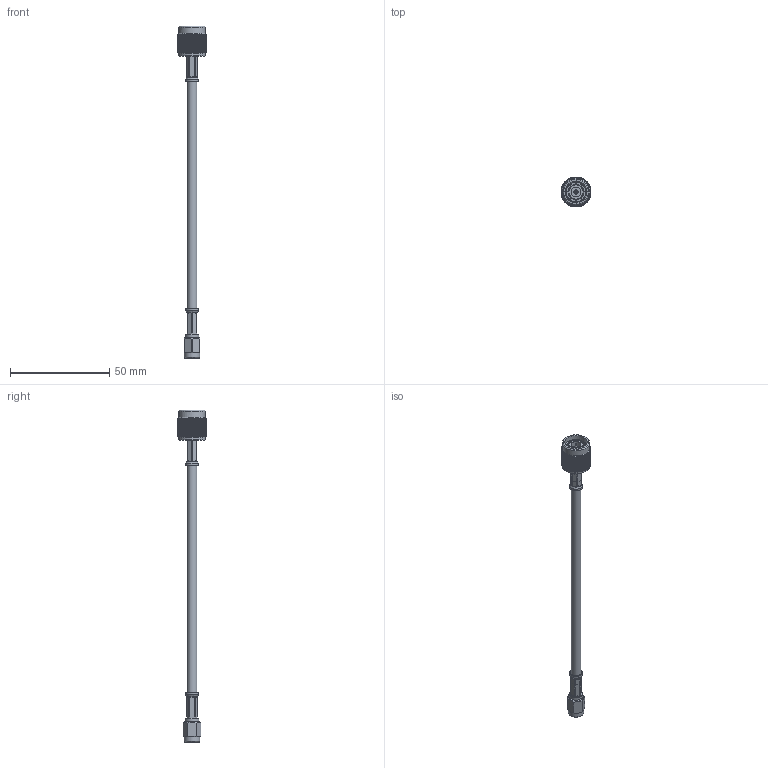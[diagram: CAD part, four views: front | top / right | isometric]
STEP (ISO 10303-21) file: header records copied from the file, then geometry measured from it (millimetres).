
FILE_DESCRIPTION (( 'STEP AP203' ), '1' );
FILE_NAME ('PE3664_3D.step', '2022-04-05T15:44:18', ( '' ), ( '' ), 'SwSTEP 2.0', 'SolidWorks 2021', '' );
FILE_SCHEMA (( 'CONFIG_CONTROL_DESIGN' ));
Length unit declared in the file: inch
Products named in the file (4): PE4047^PE3664_CRIMPED; RG142BU^PE3664_RG-142; PE3664_3D; PE4008^PE3664_Crimped
Assembly tree (3 placements, depth 2):
  PE3664_3D
    RG142BU^PE3664_RG-142
    PE4047^PE3664_CRIMPED
    PE4008^PE3664_Crimped
Bounding box: 15.01 x 15.01 x 166.9 mm (x, y, z)
Volume: 4612.3 mm3; surface area: 6415.8 mm2
Topology: 7 solids, 7 shells, 3698 faces, 7729 edges, 4062 vertices
Faces by surface type: bspline 2810, cylinder 762, plane 97, cone 27, sphere 1, torus 1
Full cylindrical faces by diameter (mm): 0.94 x1, 1.016 x1, 1.092 x1, 1.194 x1, 1.46 x1, 1.627 x1, 2.054 x1, 2.21 x1, 2.212 x1, 2.489 x1, 3.1 x1, 3.2 x1, 4.445 x1, 4.496 x1, 4.5 x1, 4.953 x3, 5.334 x1, 5.484 x2, 6.35 x6, 6.5 x3, 7.008 x1, 7.62 x1, 7.762 x1, 11.112 x10, 13.538 x2
Entity records: 164594 total; most frequent: CARTESIAN_POINT 117786, ORIENTED_EDGE 15226, EDGE_CURVE 7613, VERTEX_POINT 4011, EDGE_LOOP 3758, FACE_OUTER_BOUND 3719, ADVANCED_FACE 3683, B_SPLINE_CURVE_WITH_KNOTS 3271
